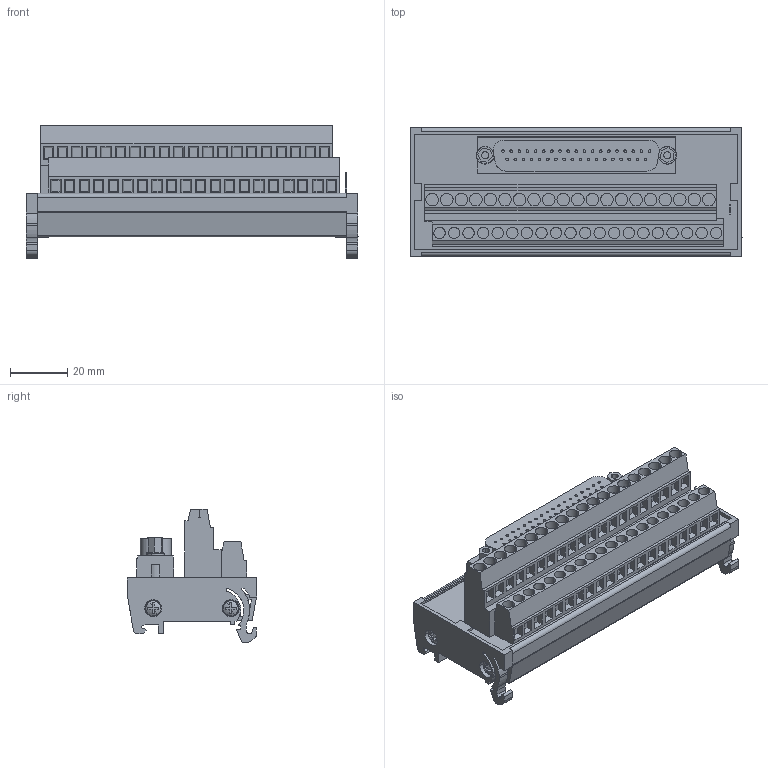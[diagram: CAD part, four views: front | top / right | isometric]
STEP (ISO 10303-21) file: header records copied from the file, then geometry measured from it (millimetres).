
FILE_DESCRIPTION(('CATIA V5R22 STEP214','CAx-IF Rec.Pracs.--- Model Styling and Organization---1.4--- 2014-01-23'),'2;1');
FILE_NAME ('031923-3_0_8155630000_3D_8155630000.stp','2023-09-26T12:55:51+00:00',('none'),('Weidmueller'),'CATIA Version 5-6 Release 2016 SP3 HF44','CATIA V5 STEP AP214','none');
FILE_SCHEMA(('AUTOMOTIVE_DESIGN { 1 0 10303 214 1 1 1 1 }'));
Length unit declared in the file: millimetre
Products named in the file (1): 3D_8155630000
Bounding box: 115.8 x 45 x 46.65 mm (x, y, z)
Volume: 76669.7 mm3; surface area: 53331 mm2
Topology: 1 solids, 8 shells, 1201 faces, 3158 edges, 2074 vertices
Faces by surface type: plane 787, cylinder 386, torus 14, sphere 8, bspline 6
Entity records: 39135 total; most frequent: CARTESIAN_POINT 8546, ORIENTED_EDGE 6316, DIRECTION 5344, EDGE_CURVE 3158, VECTOR 2164, LINE 2164, VERTEX_POINT 2074, AXIS2_PLACEMENT_3D 1986
